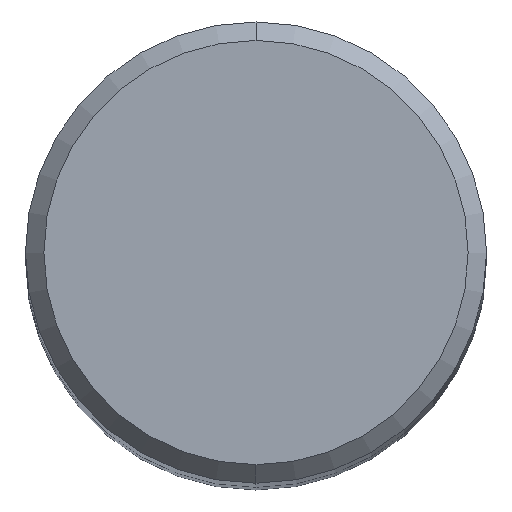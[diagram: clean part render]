
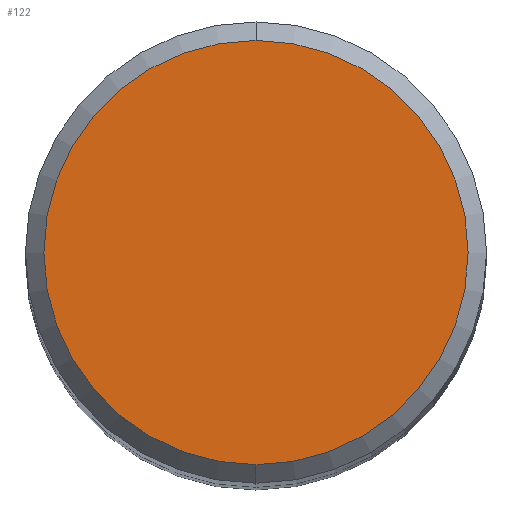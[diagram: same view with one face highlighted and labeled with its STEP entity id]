
A CAD part, top view. The second image highlights one B-rep face of the part: STEP entity #122.
In plain terms, the highlighted planar face has unit normal (0, 0, 1).
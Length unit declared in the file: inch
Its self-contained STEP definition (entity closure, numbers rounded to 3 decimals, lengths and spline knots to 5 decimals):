
#6 = VERTEX_POINT ( 'NONE', #124 ) ;
#40 = ORIENTED_EDGE ( 'NONE', *, *, #287, .T. ) ;
#42 = CARTESIAN_POINT ( 'NONE',  ( 0., 0.23, 0. ) ) ;
#55 = CIRCLE ( 'NONE', #397, 0.23 ) ;
#79 = AXIS2_PLACEMENT_3D ( 'NONE', #390, #109, #329 ) ;
#89 = CIRCLE ( 'NONE', #79, 0.23 ) ;
#95 = ORIENTED_EDGE ( 'NONE', *, *, #98, .T. ) ;
#98 = EDGE_CURVE ( 'NONE', #6, #349, #89, .T. ) ;
#109 = DIRECTION ( 'NONE',  ( 0., 0., 1. ) ) ;
#122 = ADVANCED_FACE ( 'NONE', ( #298 ), #263, .F. ) ;
#124 = CARTESIAN_POINT ( 'NONE',  ( 0., 0.23, 0. ) ) ;
#131 = EDGE_LOOP ( 'NONE', ( #95, #40 ) ) ;
#145 = CARTESIAN_POINT ( 'NONE',  ( 0., 0., 0. ) ) ;
#208 = DIRECTION ( 'NONE',  ( 0., 0., -1. ) ) ;
#231 = AXIS2_PLACEMENT_3D ( 'NONE', #42, #208, #324 ) ;
#254 = CARTESIAN_POINT ( 'NONE',  ( 0., -0.23, 0. ) ) ;
#263 = PLANE ( 'NONE',  #231 ) ;
#287 = EDGE_CURVE ( 'NONE', #349, #6, #55, .T. ) ;
#298 = FACE_OUTER_BOUND ( 'NONE', #131, .T. ) ;
#302 = DIRECTION ( 'NONE',  ( 0., -1., 0. ) ) ;
#324 = DIRECTION ( 'NONE',  ( 0., 1., 0. ) ) ;
#329 = DIRECTION ( 'NONE',  ( 0., -1., 0. ) ) ;
#349 = VERTEX_POINT ( 'NONE', #254 ) ;
#363 = DIRECTION ( 'NONE',  ( 0., 0., 1. ) ) ;
#390 = CARTESIAN_POINT ( 'NONE',  ( 0., 0., 0. ) ) ;
#397 = AXIS2_PLACEMENT_3D ( 'NONE', #145, #363, #302 ) ;
